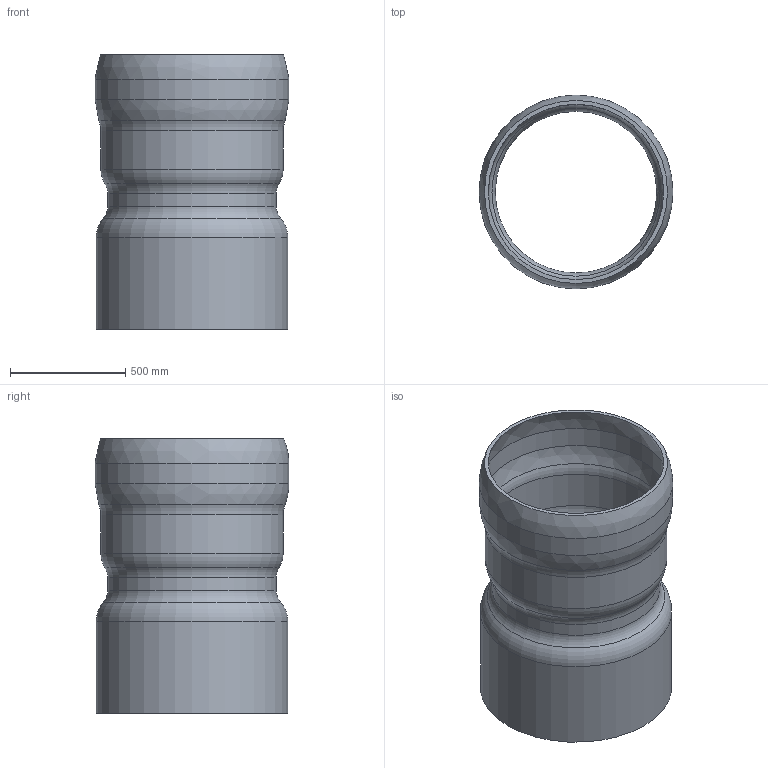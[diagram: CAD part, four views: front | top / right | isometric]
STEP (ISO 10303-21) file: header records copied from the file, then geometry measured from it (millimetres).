
FILE_DESCRIPTION(/* description */ (''),/* implementation_level */ '2;1');
FILE_NAME(/* name */ '5.624.070C_3D.stp',/* time_stamp */ '2024-12-11T11:55:46+01:00',/* author */ ('CAD'),/* organization */ (''),/* preprocessor_version */ 'ST-DEVELOPER v20',/* originating_system */ 'AutoCAD Mechanical',/* authorisation */ '');
FILE_SCHEMA (('AUTOMOTIVE_DESIGN { 1 0 10303 214 3 1 1 }'));
Length unit declared in the file: centimetre
Products named in the file (1): Product
Bounding box: 840 x 840 x 1190 mm (x, y, z)
Volume: 45288747.2 mm3; surface area: 6120940.5 mm2
Topology: 1 solids, 1 shells, 24 faces, 58 edges, 36 vertices
Faces by surface type: torus 10, cylinder 8, bspline 4, plane 2
Full cylindrical faces by diameter (mm): 700 x1, 730 x1, 760 x1, 790 x1, 800 x1, 810 x1, 830 x1, 840 x1
Entity records: 851 total; most frequent: CARTESIAN_POINT 225, DIRECTION 150, ORIENTED_EDGE 116, AXIS2_PLACEMENT_3D 71, EDGE_CURVE 58, CIRCLE 50, VERTEX_POINT 38, EDGE_LOOP 28
